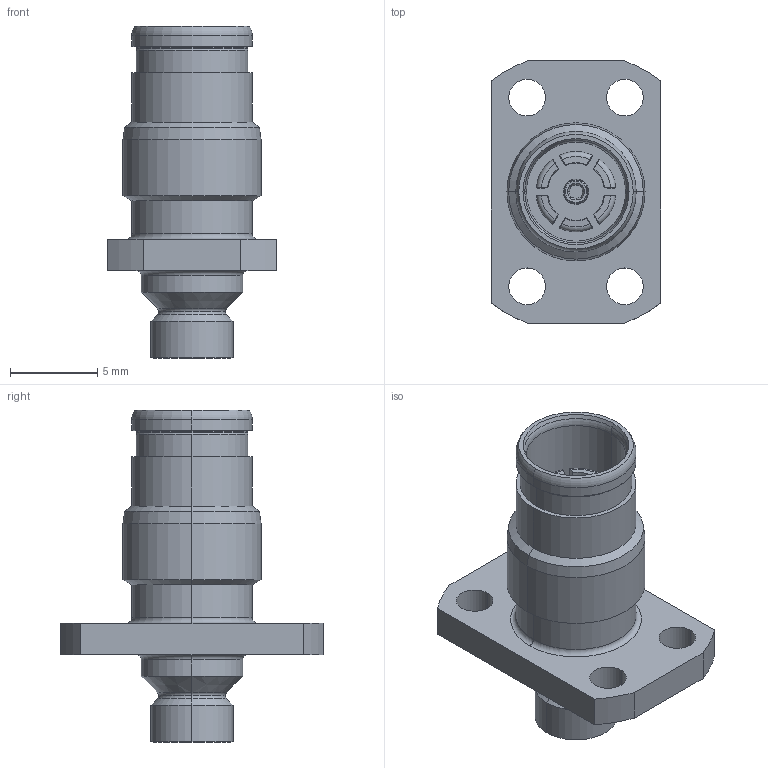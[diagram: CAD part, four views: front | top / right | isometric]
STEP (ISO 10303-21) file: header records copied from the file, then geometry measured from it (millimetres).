
FILE_DESCRIPTION (( 'STEP AP214' ), '1' );
FILE_NAME ('J01481A0005.STEP', '2019-10-15T12:50:41', ( '' ), ( '' ), 'SwSTEP 2.0', 'SolidWorks 2018', '' );
FILE_SCHEMA (( 'AUTOMOTIVE_DESIGN' ));
Length unit declared in the file: millimetre
Products named in the file (1): J01481A0005
Bounding box: 9.7 x 15 x 19 mm (x, y, z)
Volume: 705.5 mm3; surface area: 901.5 mm2
Topology: 1 solids, 1 shells, 211 faces, 517 edges, 326 vertices
Faces by surface type: cylinder 65, cone 54, torus 48, plane 44
Entity records: 8799 total; most frequent: CARTESIAN_POINT 1583, DIRECTION 1035, ORIENTED_EDGE 1034, EDGE_CURVE 517, AXIS2_PLACEMENT_3D 430, VERTEX_POINT 326, EDGE_LOOP 237, CIRCLE 218
